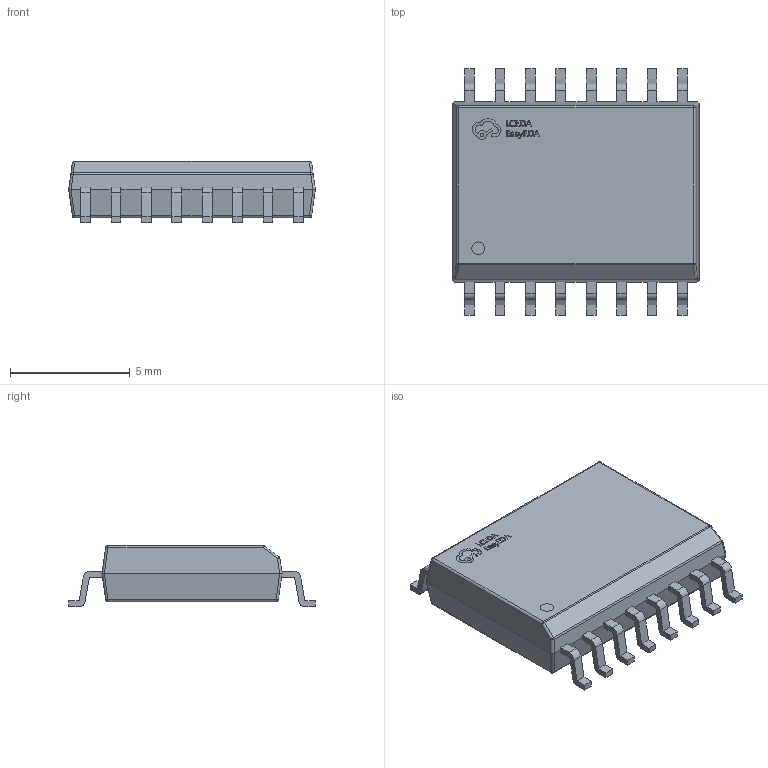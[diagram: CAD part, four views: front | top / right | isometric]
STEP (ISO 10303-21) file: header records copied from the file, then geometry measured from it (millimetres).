
FILE_DESCRIPTION (( 'STEP AP214' ), '1' );
FILE_NAME ('SOP-16_L10.3-W7.5-P1.27-LS10.3-BL.step', '2022-07-26T10:02:29', ( '' ), ( '' ), 'SwSTEP 2.0', 'SolidWorks 2020', '' );
FILE_SCHEMA (( 'AUTOMOTIVE_DESIGN' ));
Length unit declared in the file: millimetre
Products named in the file (1): SOP-16_L10.3-W7.5-P1.27-LS10.3-BL
Bounding box: 10.3 x 10.3 x 2.55 mm (x, y, z)
Volume: 177.5 mm3; surface area: 272.1 mm2
Topology: 14 solids, 14 shells, 525 faces, 1429 edges, 940 vertices
Faces by surface type: plane 334, bspline 112, cylinder 69, sphere 10
Entity records: 23551 total; most frequent: CARTESIAN_POINT 5011, ORIENTED_EDGE 2858, DIRECTION 2155, EDGE_CURVE 1429, LINE 1067, VECTOR 1067, VERTEX_POINT 940, EDGE_LOOP 545
